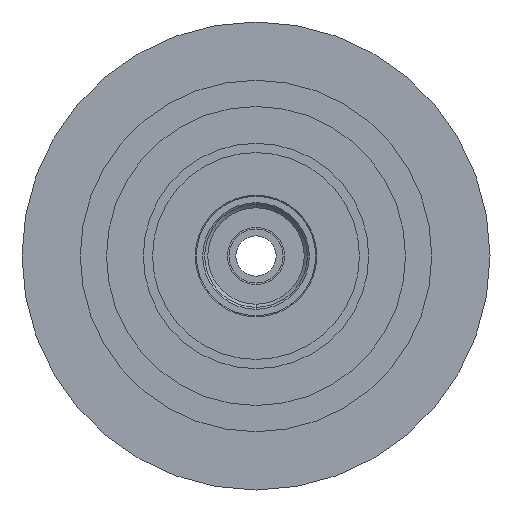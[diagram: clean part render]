
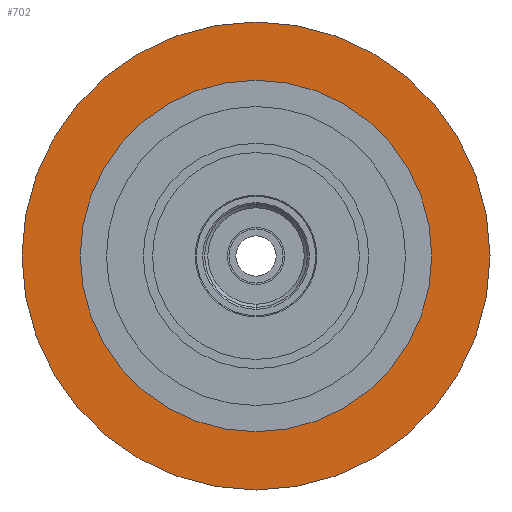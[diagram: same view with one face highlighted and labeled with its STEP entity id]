
A CAD part, front view. The second image highlights one B-rep face of the part: STEP entity #702.
In plain terms, the highlighted planar face has unit normal (0, -1, 0).
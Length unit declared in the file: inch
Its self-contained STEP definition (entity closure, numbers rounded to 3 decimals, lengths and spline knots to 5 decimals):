
#4 = AXIS2_PLACEMENT_3D ( 'NONE', #640, #635, #634 ) ;
#72 = VERTEX_POINT ( 'NONE', #2404 ) ;
#114 = VERTEX_POINT ( 'NONE', #2362 ) ;
#150 = DIRECTION ( 'NONE',  ( 0., 0., 1. ) ) ;
#151 = DIRECTION ( 'NONE',  ( 0., 1., 0. ) ) ;
#159 = CARTESIAN_POINT ( 'NONE',  ( 0., -0.87271, 0. ) ) ;
#176 = EDGE_CURVE ( 'NONE', #72, #114, #1536, .T. ) ;
#191 = EDGE_CURVE ( 'NONE', #2241, #2240, #1509, .T. ) ;
#192 = EDGE_CURVE ( 'NONE', #2240, #2241, #1553, .T. ) ;
#232 = EDGE_CURVE ( 'NONE', #114, #72, #1636, .T. ) ;
#442 = DIRECTION ( 'NONE',  ( 0., 0., 1. ) ) ;
#443 = DIRECTION ( 'NONE',  ( 0., 1., 0. ) ) ;
#447 = CARTESIAN_POINT ( 'NONE',  ( 0., -0.87271, 0. ) ) ;
#634 = DIRECTION ( 'NONE',  ( 0., 0., -1. ) ) ;
#635 = DIRECTION ( 'NONE',  ( 0., -1., 0. ) ) ;
#637 = PLANE ( 'NONE',  #4 ) ;
#640 = CARTESIAN_POINT ( 'NONE',  ( -1.08, -0.87271, 0. ) ) ;
#702 = ADVANCED_FACE ( 'NONE', ( #1401, #1407 ), #637, .T. ) ;
#995 = CARTESIAN_POINT ( 'NONE',  ( 0., -0.87271, -1.08 ) ) ;
#997 = CARTESIAN_POINT ( 'NONE',  ( 0., -0.87271, 1.08 ) ) ;
#1401 = FACE_BOUND ( 'NONE', #1910, .T. ) ;
#1407 = FACE_OUTER_BOUND ( 'NONE', #1884, .T. ) ;
#1509 = CIRCLE ( 'NONE', #2571, 1.08 ) ;
#1536 = CIRCLE ( 'NONE', #2580, 0.811 ) ;
#1553 = CIRCLE ( 'NONE', #2570, 1.08 ) ;
#1636 = CIRCLE ( 'NONE', #2549, 0.811 ) ;
#1802 = ORIENTED_EDGE ( 'NONE', *, *, #192, .F. ) ;
#1867 = ORIENTED_EDGE ( 'NONE', *, *, #232, .T. ) ;
#1868 = ORIENTED_EDGE ( 'NONE', *, *, #176, .T. ) ;
#1869 = ORIENTED_EDGE ( 'NONE', *, *, #191, .F. ) ;
#1884 = EDGE_LOOP ( 'NONE', ( #1869, #1802 ) ) ;
#1910 = EDGE_LOOP ( 'NONE', ( #1867, #1868 ) ) ;
#2240 = VERTEX_POINT ( 'NONE', #995 ) ;
#2241 = VERTEX_POINT ( 'NONE', #997 ) ;
#2362 = CARTESIAN_POINT ( 'NONE',  ( 0., -0.87271, 0.811 ) ) ;
#2404 = CARTESIAN_POINT ( 'NONE',  ( 0., -0.87271, -0.811 ) ) ;
#2549 = AXIS2_PLACEMENT_3D ( 'NONE', #2676, #2675, #2674 ) ;
#2570 = AXIS2_PLACEMENT_3D ( 'NONE', #447, #443, #442 ) ;
#2571 = AXIS2_PLACEMENT_3D ( 'NONE', #159, #151, #150 ) ;
#2580 = AXIS2_PLACEMENT_3D ( 'NONE', #2767, #2766, #2765 ) ;
#2674 = DIRECTION ( 'NONE',  ( 0., 0., 1. ) ) ;
#2675 = DIRECTION ( 'NONE',  ( 0., 1., 0. ) ) ;
#2676 = CARTESIAN_POINT ( 'NONE',  ( 0., -0.87271, 0. ) ) ;
#2765 = DIRECTION ( 'NONE',  ( 0., 0., 1. ) ) ;
#2766 = DIRECTION ( 'NONE',  ( 0., 1., 0. ) ) ;
#2767 = CARTESIAN_POINT ( 'NONE',  ( 0., -0.87271, 0. ) ) ;
